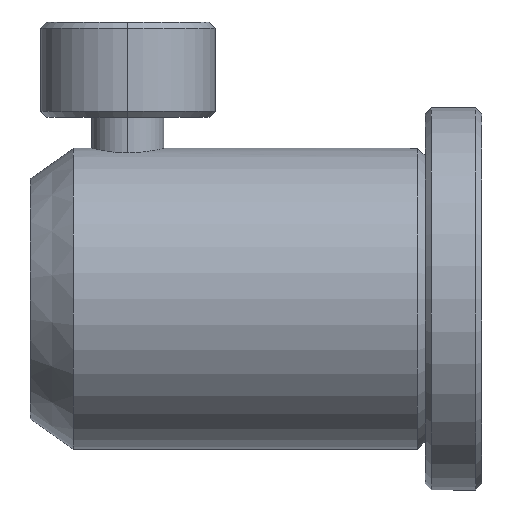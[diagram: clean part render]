
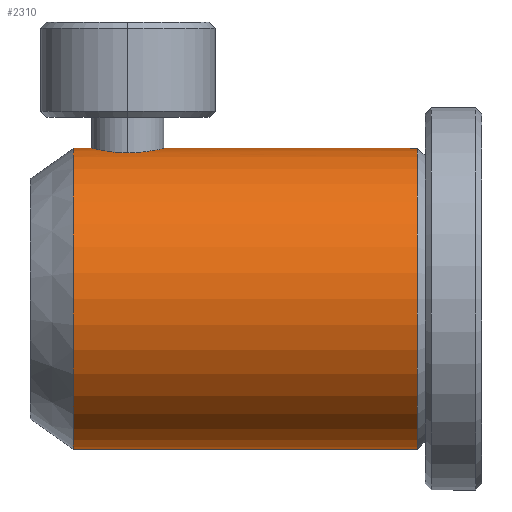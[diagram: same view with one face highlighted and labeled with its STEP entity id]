
A CAD part, left-side view. The second image highlights one B-rep face of the part: STEP entity #2310.
In plain terms, the highlighted cylindrical face has radius 12.507 mm (diameter 25.013 mm), a partial arc.
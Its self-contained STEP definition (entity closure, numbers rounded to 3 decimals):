
#24 = CARTESIAN_POINT ( 'NONE',  ( -19.379, 11.357, 24.079 ) ) ;
#31 = CARTESIAN_POINT ( 'NONE',  ( -16.777, -14.214, 11.846 ) ) ;
#51 = VECTOR ( 'NONE', #167, 1000. ) ;
#53 = CIRCLE ( 'NONE', #1052, 12.507 ) ;
#81 = VERTEX_POINT ( 'NONE', #3198 ) ;
#167 = DIRECTION ( 'NONE',  ( 0., 1., 0. ) ) ;
#266 = CARTESIAN_POINT ( 'NONE',  ( -17.559, 6.948, 24.33 ) ) ;
#279 = CARTESIAN_POINT ( 'NONE',  ( -19.623, 8.882, 24.025 ) ) ;
#302 = DIRECTION ( 'NONE',  ( 0., 0., 1. ) ) ;
#340 = CARTESIAN_POINT ( 'NONE',  ( -19.68, 10.631, 24.011 ) ) ;
#415 = AXIS2_PLACEMENT_3D ( 'NONE', #31, #1983, #302 ) ;
#419 = CARTESIAN_POINT ( 'NONE',  ( -16.777, 14.377, -0.661 ) ) ;
#499 = VERTEX_POINT ( 'NONE', #2483 ) ;
#528 = CARTESIAN_POINT ( 'NONE',  ( -19.681, 9.073, 24.011 ) ) ;
#529 = CARTESIAN_POINT ( 'NONE',  ( -18.762, 7.593, 24.195 ) ) ;
#561 = CARTESIAN_POINT ( 'NONE',  ( -19.473, 8.52, 24.059 ) ) ;
#564 = CARTESIAN_POINT ( 'NONE',  ( -18.283, 12.453, 24.263 ) ) ;
#594 = ORIENTED_EDGE ( 'NONE', *, *, #3411, .F. ) ;
#614 = EDGE_CURVE ( 'NONE', #1480, #3089, #1042, .T. ) ;
#676 = DIRECTION ( 'NONE',  ( 0., 0., 1. ) ) ;
#679 = EDGE_CURVE ( 'NONE', #1480, #2600, #3214, .T. ) ;
#749 = ORIENTED_EDGE ( 'NONE', *, *, #934, .T. ) ;
#762 = CARTESIAN_POINT ( 'NONE',  ( -19.777, 9.653, 23.987 ) ) ;
#804 = CARTESIAN_POINT ( 'NONE',  ( -16.976, 6.851, 24.353 ) ) ;
#818 = CARTESIAN_POINT ( 'NONE',  ( -19.037, 7.868, 24.148 ) ) ;
#934 = EDGE_CURVE ( 'NONE', #3171, #499, #2135, .T. ) ;
#998 = DIRECTION ( 'NONE',  ( 0., 1., 0. ) ) ;
#1000 = VECTOR ( 'NONE', #1550, 1000. ) ;
#1042 = CIRCLE ( 'NONE', #415, 12.507 ) ;
#1050 = ORIENTED_EDGE ( 'NONE', *, *, #3235, .F. ) ;
#1052 = AXIS2_PLACEMENT_3D ( 'NONE', #3238, #998, #2947 ) ;
#1058 = EDGE_CURVE ( 'NONE', #3089, #81, #1441, .T. ) ;
#1120 = CARTESIAN_POINT ( 'NONE',  ( -18.108, 12.547, 24.283 ) ) ;
#1147 = CARTESIAN_POINT ( 'NONE',  ( -19.777, 9.851, 23.987 ) ) ;
#1170 = CARTESIAN_POINT ( 'NONE',  ( -16.777, -14.214, -0.661 ) ) ;
#1248 = DIRECTION ( 'NONE',  ( 0., 1., 0. ) ) ;
#1385 = CARTESIAN_POINT ( 'NONE',  ( -18.61, 7.468, 24.219 ) ) ;
#1398 = CARTESIAN_POINT ( 'NONE',  ( -16.777, 6.851, 24.353 ) ) ;
#1421 = CARTESIAN_POINT ( 'NONE',  ( -17.172, 6.871, 24.348 ) ) ;
#1423 = CARTESIAN_POINT ( 'NONE',  ( -19.777, 10.049, 23.987 ) ) ;
#1441 = LINE ( 'NONE', #2370, #51 ) ;
#1449 = CARTESIAN_POINT ( 'NONE',  ( -18.609, 12.235, 24.219 ) ) ;
#1463 = CARTESIAN_POINT ( 'NONE',  ( -19.777, 9.851, 23.987 ) ) ;
#1465 = CYLINDRICAL_SURFACE ( 'NONE', #3284, 12.507 ) ;
#1480 = VERTEX_POINT ( 'NONE', #1170 ) ;
#1550 = DIRECTION ( 'NONE',  ( 0., 1., 0. ) ) ;
#1772 = CARTESIAN_POINT ( 'NONE',  ( -16.777, 10.854, 24.353 ) ) ;
#1811 = DIRECTION ( 'NONE',  ( 0., 1., 0. ) ) ;
#1868 = CARTESIAN_POINT ( 'NONE',  ( -19.777, 9.851, 23.987 ) ) ;
#1941 = CARTESIAN_POINT ( 'NONE',  ( -18.11, 7.157, 24.283 ) ) ;
#1964 = EDGE_CURVE ( 'NONE', #2991, #81, #2554, .T. ) ;
#1966 = CARTESIAN_POINT ( 'NONE',  ( -17.749, 7.006, 24.316 ) ) ;
#1983 = DIRECTION ( 'NONE',  ( 0., 1., 0. ) ) ;
#1986 = CARTESIAN_POINT ( 'NONE',  ( -19.623, 10.82, 24.025 ) ) ;
#2005 = B_SPLINE_CURVE_WITH_KNOTS ( 'NONE', 3,
 ( #2502, #3074, #3088, #1120, #564, #1449, #3328, #2263, #3338, #24, #2795, #1986, #340, #3364, #1423, #1463 ),
 .UNSPECIFIED., .F., .F.,
 ( 4, 2, 2, 2, 2, 2, 2, 4 ),
 ( 0.009, 0.011, 0.011, 0.012, 0.012, 0.013, 0.014, 0.014 ),
 .UNSPECIFIED. ) ;
#2039 = ORIENTED_EDGE ( 'NONE', *, *, #679, .F. ) ;
#2135 = LINE ( 'NONE', #1772, #2473 ) ;
#2146 = CARTESIAN_POINT ( 'NONE',  ( -16.777, 12.851, 24.353 ) ) ;
#2205 = CARTESIAN_POINT ( 'NONE',  ( -19.38, 8.348, 24.079 ) ) ;
#2247 = CARTESIAN_POINT ( 'NONE',  ( -19.162, 8.021, 24.124 ) ) ;
#2263 = CARTESIAN_POINT ( 'NONE',  ( -19.036, 11.835, 24.148 ) ) ;
#2310 = ADVANCED_FACE ( 'NONE', ( #2363 ), #1465, .T. ) ;
#2339 = CARTESIAN_POINT ( 'NONE',  ( -16.777, -14.214, 24.353 ) ) ;
#2363 = FACE_OUTER_BOUND ( 'NONE', #3389, .T. ) ;
#2370 = CARTESIAN_POINT ( 'NONE',  ( -16.777, 10.854, 24.353 ) ) ;
#2473 = VECTOR ( 'NONE', #1248, 1000. ) ;
#2483 = CARTESIAN_POINT ( 'NONE',  ( -16.777, 14.377, 24.353 ) ) ;
#2502 = CARTESIAN_POINT ( 'NONE',  ( -16.777, 12.851, 24.353 ) ) ;
#2529 = CARTESIAN_POINT ( 'NONE',  ( -18.282, 7.249, 24.263 ) ) ;
#2554 = B_SPLINE_CURVE_WITH_KNOTS ( 'NONE', 3,
 ( #1868, #762, #3567, #528, #279, #561, #2205, #2247, #818, #529, #1385, #2529, #1941, #1966, #266, #1421, #804, #1398 ),
 .UNSPECIFIED., .F., .F.,
 ( 4, 2, 2, 2, 2, 2, 2, 2, 4 ),
 ( 0.014, 0.015, 0.015, 0.016, 0.016, 0.017, 0.018, 0.018, 0.019 ),
 .UNSPECIFIED. ) ;
#2600 = VERTEX_POINT ( 'NONE', #419 ) ;
#2627 = CARTESIAN_POINT ( 'NONE',  ( -16.777, 10.854, -0.661 ) ) ;
#2795 = CARTESIAN_POINT ( 'NONE',  ( -19.471, 11.185, 24.059 ) ) ;
#2929 = ORIENTED_EDGE ( 'NONE', *, *, #1964, .F. ) ;
#2947 = DIRECTION ( 'NONE',  ( 0., 0., 1. ) ) ;
#2991 = VERTEX_POINT ( 'NONE', #1147 ) ;
#3074 = CARTESIAN_POINT ( 'NONE',  ( -17.169, 12.851, 24.353 ) ) ;
#3088 = CARTESIAN_POINT ( 'NONE',  ( -17.565, 12.772, 24.333 ) ) ;
#3089 = VERTEX_POINT ( 'NONE', #2339 ) ;
#3162 = CARTESIAN_POINT ( 'NONE',  ( -16.777, 10.854, 11.846 ) ) ;
#3171 = VERTEX_POINT ( 'NONE', #2146 ) ;
#3198 = CARTESIAN_POINT ( 'NONE',  ( -16.777, 6.851, 24.353 ) ) ;
#3214 = LINE ( 'NONE', #2627, #1000 ) ;
#3235 = EDGE_CURVE ( 'NONE', #2600, #499, #53, .T. ) ;
#3238 = CARTESIAN_POINT ( 'NONE',  ( -16.777, 14.377, 11.846 ) ) ;
#3284 = AXIS2_PLACEMENT_3D ( 'NONE', #3162, #1811, #676 ) ;
#3315 = ORIENTED_EDGE ( 'NONE', *, *, #614, .T. ) ;
#3328 = CARTESIAN_POINT ( 'NONE',  ( -18.759, 12.111, 24.195 ) ) ;
#3338 = CARTESIAN_POINT ( 'NONE',  ( -19.162, 11.681, 24.124 ) ) ;
#3364 = CARTESIAN_POINT ( 'NONE',  ( -19.757, 10.247, 23.992 ) ) ;
#3384 = ORIENTED_EDGE ( 'NONE', *, *, #1058, .T. ) ;
#3389 = EDGE_LOOP ( 'NONE', ( #2039, #3315, #3384, #2929, #594, #749, #1050 ) ) ;
#3411 = EDGE_CURVE ( 'NONE', #3171, #2991, #2005, .T. ) ;
#3567 = CARTESIAN_POINT ( 'NONE',  ( -19.758, 9.458, 23.992 ) ) ;
